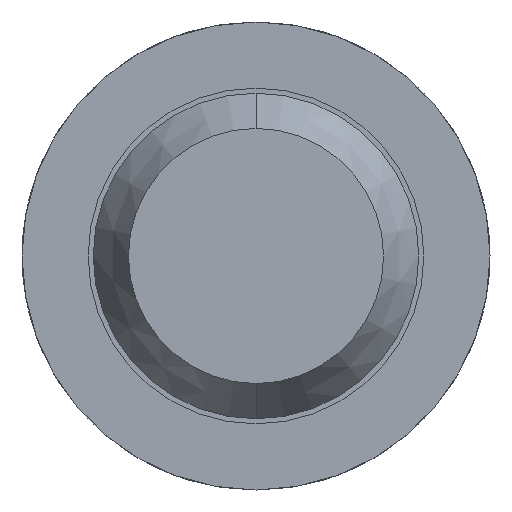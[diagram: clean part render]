
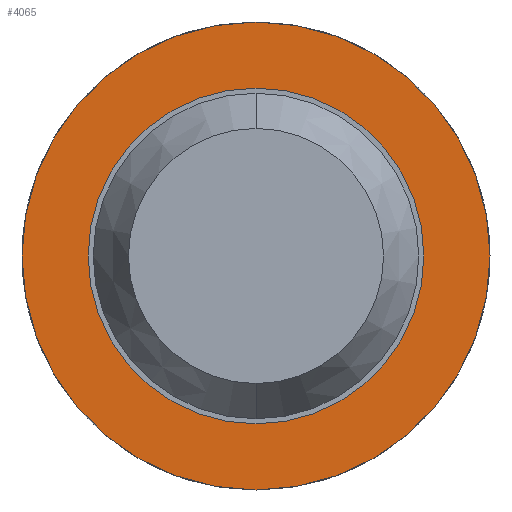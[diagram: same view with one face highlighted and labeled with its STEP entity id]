
A CAD part, front view. The second image highlights one B-rep face of the part: STEP entity #4065.
In plain terms, the highlighted planar face has unit normal (0, -1, 0).
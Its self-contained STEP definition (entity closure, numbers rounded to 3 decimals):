
#109 = EDGE_LOOP ( 'NONE', ( #447, #1380 ) ) ;
#154 = DIRECTION ( 'NONE',  ( 0., 0., 1. ) ) ;
#160 = EDGE_CURVE ( 'Defeature ausgef�hrt3_14+Defeature ausgef�hrt3_13+Defeature ausgef�hrt3_13+Defeature ausgef�hrt3_13', #684, #3670, #965, .T. ) ;
#417 = AXIS2_PLACEMENT_3D ( 'NONE', #1691, #979, #594 ) ;
#423 = CARTESIAN_POINT ( 'NONE',  ( 0., -1.7, -0.825 ) ) ;
#447 = ORIENTED_EDGE ( 'NONE', *, *, #4253, .F. ) ;
#448 = AXIS2_PLACEMENT_3D ( 'NONE', #4593, #4229, #3091 ) ;
#467 = CARTESIAN_POINT ( 'NONE',  ( 0., -1.7, 0. ) ) ;
#594 = DIRECTION ( 'NONE',  ( 0., 0., 1. ) ) ;
#628 = ORIENTED_EDGE ( 'NONE', *, *, #160, .T. ) ;
#684 = VERTEX_POINT ( 'NONE', #423 ) ;
#846 = AXIS2_PLACEMENT_3D ( 'NONE', #2010, #3497, #154 ) ;
#965 = CIRCLE ( 'NONE', #846, 0.825 ) ;
#979 = DIRECTION ( 'NONE',  ( 0., 1., 0. ) ) ;
#1248 = ORIENTED_EDGE ( 'NONE', *, *, #2088, .T. ) ;
#1373 = CARTESIAN_POINT ( 'NONE',  ( 0., -1.7, 1.15 ) ) ;
#1380 = ORIENTED_EDGE ( 'NONE', *, *, #3518, .F. ) ;
#1674 = PLANE ( 'NONE',  #448 ) ;
#1691 = CARTESIAN_POINT ( 'NONE',  ( 0., -1.7, 0. ) ) ;
#2010 = CARTESIAN_POINT ( 'NONE',  ( 0., -1.7, 0. ) ) ;
#2088 = EDGE_CURVE ( 'Defeature ausgef�hrt3_14+Defeature ausgef�hrt3_13+Defeature ausgef�hrt3_13+Defeature ausgef�hrt3_13', #3670, #684, #3828, .T. ) ;
#2137 = VERTEX_POINT ( 'NONE', #1373 ) ;
#2155 = DIRECTION ( 'NONE',  ( 0., 1., 0. ) ) ;
#2192 = CIRCLE ( 'NONE', #3832, 1.15 ) ;
#2380 = CARTESIAN_POINT ( 'NONE',  ( 0., -1.7, 0.825 ) ) ;
#2408 = CARTESIAN_POINT ( 'NONE',  ( 0., -1.7, -1.15 ) ) ;
#2595 = FACE_BOUND ( 'NONE', #2658, .T. ) ;
#2654 = CIRCLE ( 'NONE', #3161, 1.15 ) ;
#2658 = EDGE_LOOP ( 'NONE', ( #1248, #628 ) ) ;
#2897 = CARTESIAN_POINT ( 'NONE',  ( 0., -1.7, 0. ) ) ;
#3091 = DIRECTION ( 'NONE',  ( 0., 0., 1. ) ) ;
#3161 = AXIS2_PLACEMENT_3D ( 'NONE', #467, #3424, #4148 ) ;
#3162 = VERTEX_POINT ( 'NONE', #2408 ) ;
#3424 = DIRECTION ( 'NONE',  ( 0., 1., 0. ) ) ;
#3497 = DIRECTION ( 'NONE',  ( 0., 1., 0. ) ) ;
#3518 = EDGE_CURVE ( 'Defeature ausgef�hrt3_10+Defeature ausgef�hrt3_14+Defeature ausgef�hrt3_14+Defeature ausgef�hrt3_14', #3162, #2137, #2654, .T. ) ;
#3670 = VERTEX_POINT ( 'NONE', #2380 ) ;
#3828 = CIRCLE ( 'NONE', #417, 0.825 ) ;
#3832 = AXIS2_PLACEMENT_3D ( 'NONE', #2897, #2155, #4049 ) ;
#4049 = DIRECTION ( 'NONE',  ( 0., 0., 1. ) ) ;
#4065 = ADVANCED_FACE ( 'Defeature ausgef�hrt3_14', ( #4164, #2595 ), #1674, .F. ) ;
#4148 = DIRECTION ( 'NONE',  ( 0., 0., 1. ) ) ;
#4164 = FACE_OUTER_BOUND ( 'NONE', #109, .T. ) ;
#4229 = DIRECTION ( 'NONE',  ( 0., 1., 0. ) ) ;
#4253 = EDGE_CURVE ( 'Defeature ausgef�hrt3_10+Defeature ausgef�hrt3_14+Defeature ausgef�hrt3_14+Defeature ausgef�hrt3_14', #2137, #3162, #2192, .T. ) ;
#4593 = CARTESIAN_POINT ( 'NONE',  ( 0.825, -1.7, 0. ) ) ;
